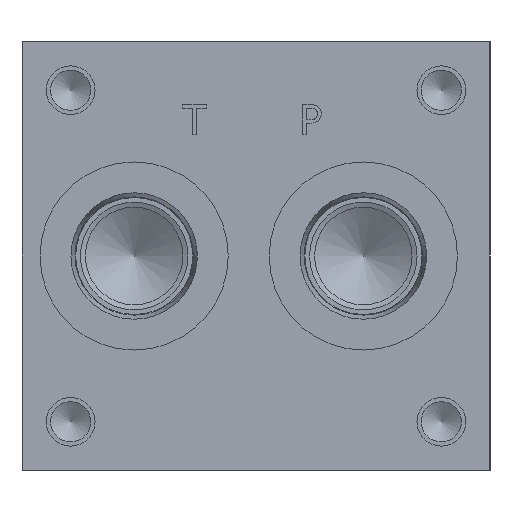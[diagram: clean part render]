
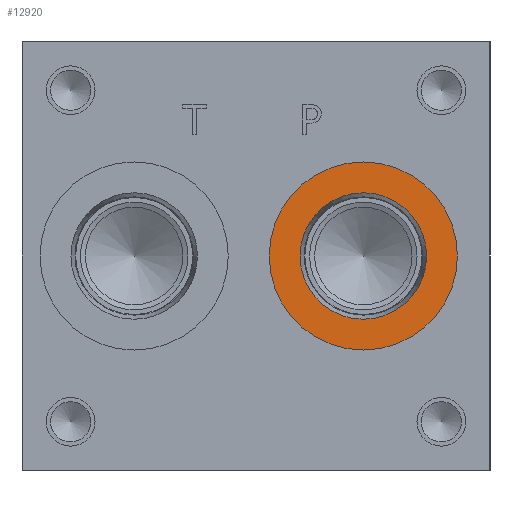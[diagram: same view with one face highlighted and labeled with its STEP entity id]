
A CAD part, left-side view. The second image highlights one B-rep face of the part: STEP entity #12920.
In plain terms, the highlighted planar face has unit normal (-1, 0, 0).
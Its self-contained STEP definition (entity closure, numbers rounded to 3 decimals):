
#307=CIRCLE('',#13580,15.316);
#308=CIRCLE('',#13581,15.316);
#309=CIRCLE('',#13583,10.3);
#310=CIRCLE('',#13584,10.3);
#576=FACE_BOUND('',#2405,.T.);
#1662=FACE_OUTER_BOUND('',#2404,.T.);
#2404=EDGE_LOOP('',(#10895,#10896));
#2405=EDGE_LOOP('',(#10897,#10898));
#5891=VERTEX_POINT('',#21964);
#5892=VERTEX_POINT('',#21966);
#5893=VERTEX_POINT('',#21970);
#5894=VERTEX_POINT('',#21971);
#7625=EDGE_CURVE('',#5891,#5892,#307,.T.);
#7626=EDGE_CURVE('',#5892,#5891,#308,.T.);
#7627=EDGE_CURVE('',#5893,#5894,#309,.T.);
#7628=EDGE_CURVE('',#5894,#5893,#310,.T.);
#10895=ORIENTED_EDGE('',*,*,#7626,.F.);
#10896=ORIENTED_EDGE('',*,*,#7625,.F.);
#10897=ORIENTED_EDGE('',*,*,#7627,.T.);
#10898=ORIENTED_EDGE('',*,*,#7628,.T.);
#11884=PLANE('',#13582);
#12920=ADVANCED_FACE('',(#1662,#576),#11884,.F.);
#13580=AXIS2_PLACEMENT_3D('',#21967,#15982,#15983);
#13581=AXIS2_PLACEMENT_3D('',#21968,#15984,#15985);
#13582=AXIS2_PLACEMENT_3D('',#21969,#15986,#15987);
#13583=AXIS2_PLACEMENT_3D('',#21972,#15988,#15989);
#13584=AXIS2_PLACEMENT_3D('',#21973,#15990,#15991);
#15982=DIRECTION('center_axis',(1.,0.,0.));
#15983=DIRECTION('ref_axis',(0.,0.,-1.));
#15984=DIRECTION('center_axis',(1.,0.,0.));
#15985=DIRECTION('ref_axis',(0.,0.,-1.));
#15986=DIRECTION('center_axis',(1.,0.,0.));
#15987=DIRECTION('ref_axis',(0.,0.,-1.));
#15988=DIRECTION('center_axis',(1.,0.,0.));
#15989=DIRECTION('ref_axis',(0.,0.,-1.));
#15990=DIRECTION('center_axis',(1.,0.,0.));
#15991=DIRECTION('ref_axis',(0.,0.,-1.));
#21964=CARTESIAN_POINT('',(0.787,20.625,19.609));
#21966=CARTESIAN_POINT('',(0.787,20.625,50.241));
#21967=CARTESIAN_POINT('Origin',(0.787,20.625,34.925));
#21968=CARTESIAN_POINT('Origin',(0.787,20.625,34.925));
#21969=CARTESIAN_POINT('Origin',(0.787,20.625,45.225));
#21970=CARTESIAN_POINT('',(0.787,20.625,45.225));
#21971=CARTESIAN_POINT('',(0.787,20.625,24.625));
#21972=CARTESIAN_POINT('Origin',(0.787,20.625,34.925));
#21973=CARTESIAN_POINT('Origin',(0.787,20.625,34.925));
